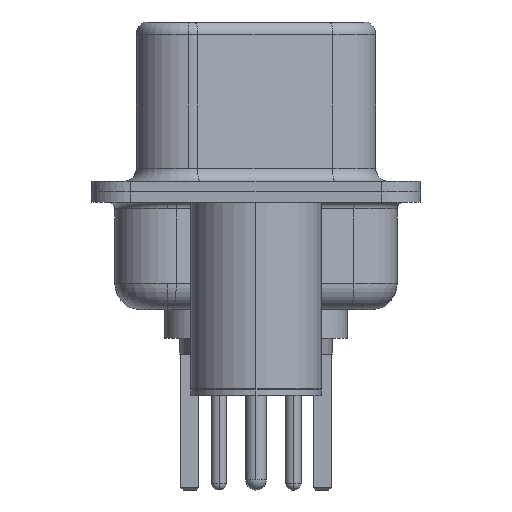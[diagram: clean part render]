
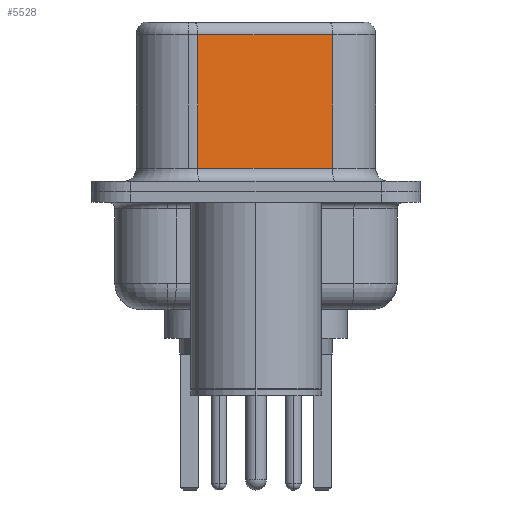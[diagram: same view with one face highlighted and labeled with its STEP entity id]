
A CAD part, left-side view. The second image highlights one B-rep face of the part: STEP entity #5528.
In plain terms, the highlighted planar face has unit normal (-0.985, -0.174, 0).
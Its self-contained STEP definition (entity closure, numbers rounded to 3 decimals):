
#368 = ORIENTED_EDGE ( 'NONE', *, *, #9355, .T. ) ;
#418 = VERTEX_POINT ( 'NONE', #12758 ) ;
#504 = LINE ( 'NONE', #18490, #13229 ) ;
#993 = CARTESIAN_POINT ( 'NONE',  ( 4.585, -2.927, 6.52 ) ) ;
#1792 = CARTESIAN_POINT ( 'NONE',  ( 4.585, -2.927, 6.52 ) ) ;
#2446 = CARTESIAN_POINT ( 'NONE',  ( 4.585, -2.927, 0.9 ) ) ;
#4378 = DIRECTION ( 'NONE',  ( 0., 0., -1. ) ) ;
#4442 = VERTEX_POINT ( 'NONE', #2446 ) ;
#5146 = DIRECTION ( 'NONE',  ( -0.174, 0.985, 0. ) ) ;
#5361 = EDGE_CURVE ( 'NONE', #12429, #418, #14213, .T. ) ;
#5413 = VECTOR ( 'NONE', #9579, 1000. ) ;
#5528 = ADVANCED_FACE ( 'NONE', ( #18343 ), #6713, .F. ) ;
#5651 = ORIENTED_EDGE ( 'NONE', *, *, #19085, .F. ) ;
#6713 = PLANE ( 'NONE',  #8640 ) ;
#7685 = LINE ( 'NONE', #993, #20412 ) ;
#8640 = AXIS2_PLACEMENT_3D ( 'NONE', #1792, #15055, #5146 ) ;
#9355 = EDGE_CURVE ( 'NONE', #418, #17719, #15133, .T. ) ;
#9572 = ORIENTED_EDGE ( 'NONE', *, *, #5361, .T. ) ;
#9579 = DIRECTION ( 'NONE',  ( -0.174, 0.985, 0. ) ) ;
#9778 = EDGE_LOOP ( 'NONE', ( #5651, #9572, #368, #19968 ) ) ;
#11184 = CARTESIAN_POINT ( 'NONE',  ( 3.675, 2.233, 6.52 ) ) ;
#11239 = CARTESIAN_POINT ( 'NONE',  ( 4.585, -2.927, 6.02 ) ) ;
#12298 = CARTESIAN_POINT ( 'NONE',  ( 4.585, -2.927, 6.02 ) ) ;
#12429 = VERTEX_POINT ( 'NONE', #12298 ) ;
#12758 = CARTESIAN_POINT ( 'NONE',  ( 3.675, 2.233, 6.02 ) ) ;
#13229 = VECTOR ( 'NONE', #20167, 1000. ) ;
#14213 = LINE ( 'NONE', #11239, #5413 ) ;
#14609 = VECTOR ( 'NONE', #21161, 1000. ) ;
#15055 = DIRECTION ( 'NONE',  ( 0.985, 0.174, 0. ) ) ;
#15133 = LINE ( 'NONE', #11184, #14609 ) ;
#15732 = CARTESIAN_POINT ( 'NONE',  ( 3.675, 2.233, 0.9 ) ) ;
#16888 = EDGE_CURVE ( 'NONE', #17719, #4442, #504, .T. ) ;
#17719 = VERTEX_POINT ( 'NONE', #15732 ) ;
#18343 = FACE_OUTER_BOUND ( 'NONE', #9778, .T. ) ;
#18490 = CARTESIAN_POINT ( 'NONE',  ( 4.585, -2.927, 0.9 ) ) ;
#19085 = EDGE_CURVE ( 'NONE', #12429, #4442, #7685, .T. ) ;
#19968 = ORIENTED_EDGE ( 'NONE', *, *, #16888, .T. ) ;
#20167 = DIRECTION ( 'NONE',  ( 0.174, -0.985, 0. ) ) ;
#20412 = VECTOR ( 'NONE', #4378, 1000. ) ;
#21161 = DIRECTION ( 'NONE',  ( 0., 0., -1. ) ) ;
